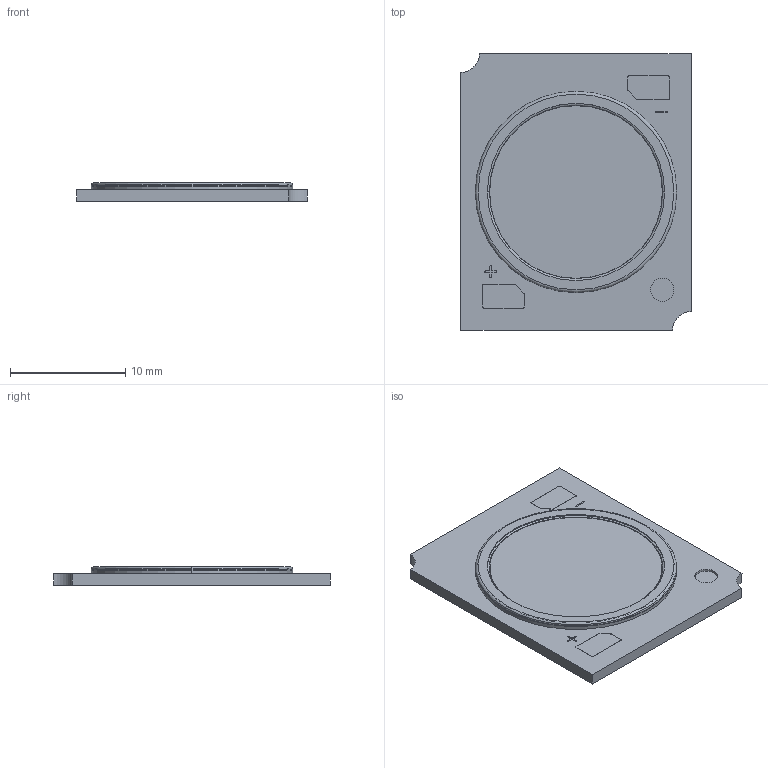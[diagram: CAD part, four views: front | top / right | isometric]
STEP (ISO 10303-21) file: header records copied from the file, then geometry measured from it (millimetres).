
FILE_DESCRIPTION(/* description */ (''),/* implementation_level */ '2;1');
FILE_NAME(/* name */ '1208 G8 HE_20240815.stp',/* time_stamp */ '2024-08-15T13:59:10+08:00',/* author */ (''),/* organization */ (''),/* preprocessor_version */ 'ST-DEVELOPER v19.4',/* originating_system */ 'SIEMENS PLM Software NX2212.8901',/* authorisation */ '');
FILE_SCHEMA (('AUTOMOTIVE_DESIGN { 1 0 10303 214 3 1 1 1 }'));
Length unit declared in the file: millimetre
Products named in the file (1): 1208 G8 HE_objects
Bounding box: 20 x 24 x 1.6 mm (x, y, z)
Volume: 614 mm3; surface area: 1239 mm2
Topology: 2 solids, 2 shells, 82 faces, 204 edges, 133 vertices
Faces by surface type: plane 41, cylinder 32, torus 9
Full cylindrical faces by diameter (mm): 15.4 x1, 17.5 x1
Entity records: 2528 total; most frequent: DIRECTION 448, CARTESIAN_POINT 417, ORIENTED_EDGE 402, EDGE_CURVE 201, AXIS2_PLACEMENT_3D 164, VERTEX_POINT 133, LINE 120, VECTOR 120
